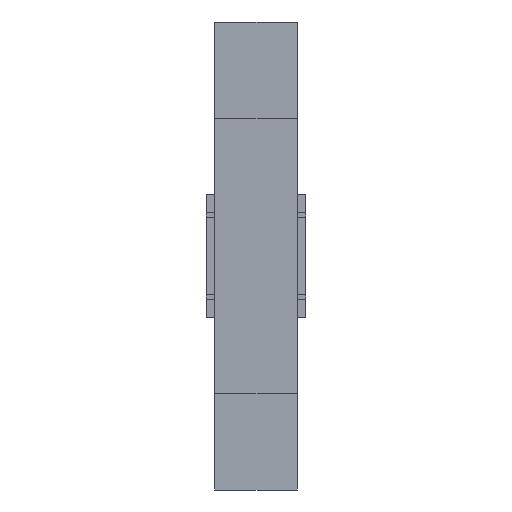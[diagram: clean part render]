
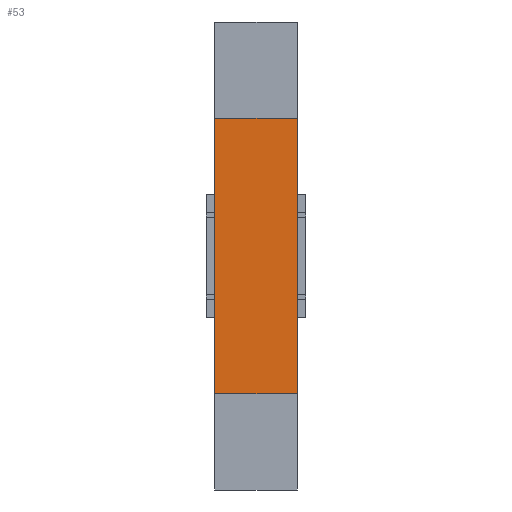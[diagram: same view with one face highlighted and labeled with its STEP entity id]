
A CAD part, front view. The second image highlights one B-rep face of the part: STEP entity #53.
In plain terms, the highlighted free-form (B-spline) face has degree [1, 1] with [2, 2] control points.
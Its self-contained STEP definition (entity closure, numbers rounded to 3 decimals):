
#21 = EDGE_CURVE('',#22,#24,#26,.T.);
#22 = VERTEX_POINT('',#23);
#23 = CARTESIAN_POINT('',(-123.332,-82.879,
    -411.106));
#24 = VERTEX_POINT('',#25);
#25 = CARTESIAN_POINT('',(123.332,-82.879,
    -411.106));
#26 = B_SPLINE_CURVE_WITH_KNOTS('',1,(#27,#28),.UNSPECIFIED.,.F.,.F.,(2,
    2),(0.,300.),.PIECEWISE_BEZIER_KNOTS.);
#27 = CARTESIAN_POINT('',(-123.332,-82.879,
    -411.106));
#28 = CARTESIAN_POINT('',(123.332,-82.879,
    -411.106));
#53 = ADVANCED_FACE('',(#54),#76,.T.);
#54 = FACE_BOUND('',#55,.T.);
#55 = EDGE_LOOP('',(#56,#65,#70,#71));
#56 = ORIENTED_EDGE('',*,*,#57,.T.);
#57 = EDGE_CURVE('',#58,#60,#62,.T.);
#58 = VERTEX_POINT('',#59);
#59 = CARTESIAN_POINT('',(123.332,-82.879,
    411.106));
#60 = VERTEX_POINT('',#61);
#61 = CARTESIAN_POINT('',(-123.332,-82.879,
    411.106));
#62 = B_SPLINE_CURVE_WITH_KNOTS('',1,(#63,#64),.UNSPECIFIED.,.F.,.F.,(2,
    2),(0.,300.),.PIECEWISE_BEZIER_KNOTS.);
#63 = CARTESIAN_POINT('',(123.332,-82.879,
    411.106));
#64 = CARTESIAN_POINT('',(-123.332,-82.879,
    411.106));
#65 = ORIENTED_EDGE('',*,*,#66,.F.);
#66 = EDGE_CURVE('',#22,#60,#67,.T.);
#67 = B_SPLINE_CURVE_WITH_KNOTS('',1,(#68,#69),.UNSPECIFIED.,.F.,.F.,(2,
    2),(0.,1000.),.PIECEWISE_BEZIER_KNOTS.);
#68 = CARTESIAN_POINT('',(-123.332,-82.879,
    -411.106));
#69 = CARTESIAN_POINT('',(-123.332,-82.879,
    411.106));
#70 = ORIENTED_EDGE('',*,*,#21,.T.);
#71 = ORIENTED_EDGE('',*,*,#72,.T.);
#72 = EDGE_CURVE('',#24,#58,#73,.T.);
#73 = B_SPLINE_CURVE_WITH_KNOTS('',1,(#74,#75),.UNSPECIFIED.,.F.,.F.,(2,
    2),(0.,1000.),.PIECEWISE_BEZIER_KNOTS.);
#74 = CARTESIAN_POINT('',(123.332,-82.879,
    -411.106));
#75 = CARTESIAN_POINT('',(123.332,-82.879,
    411.106));
#76 = B_SPLINE_SURFACE_WITH_KNOTS('',1,1,(
    (#77,#78)
    ,(#79,#80
    )),.UNSPECIFIED.,.F.,.F.,.F.,(2,2),(2,2),(-500.,500.),(-300.,0.),
  .PIECEWISE_BEZIER_KNOTS.);
#77 = CARTESIAN_POINT('',(-123.332,-82.879,
    411.106));
#78 = CARTESIAN_POINT('',(123.332,-82.879,
    411.106));
#79 = CARTESIAN_POINT('',(-123.332,-82.879,
    -411.106));
#80 = CARTESIAN_POINT('',(123.332,-82.879,
    -411.106));
